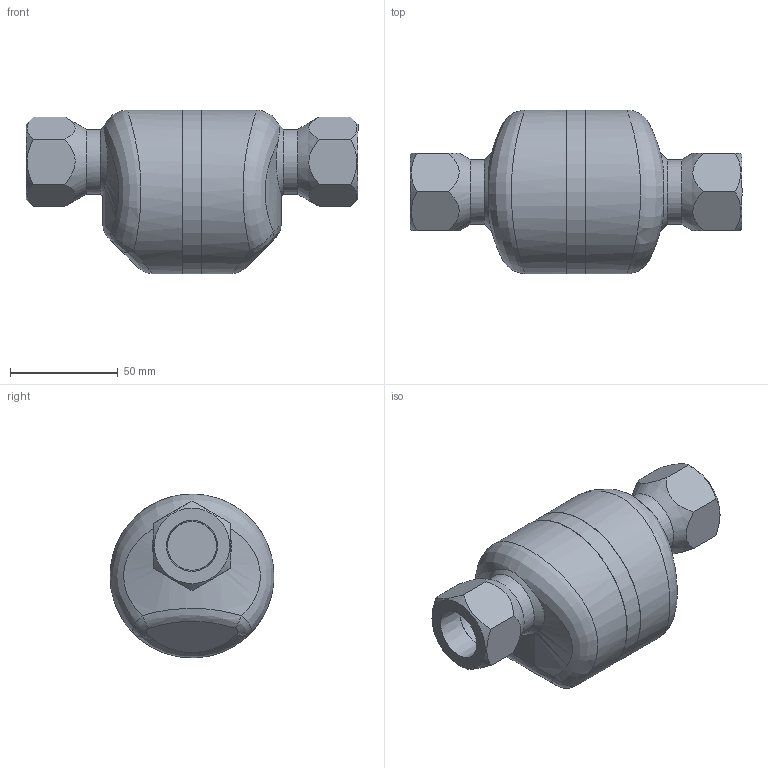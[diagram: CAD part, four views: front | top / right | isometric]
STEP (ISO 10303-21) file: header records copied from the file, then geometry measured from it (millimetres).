
FILE_DESCRIPTION((''),'2;1');
FILE_NAME('ss3n0-020-screw-00.stp','2009-12-22T13:19:33',('nakaot'),(''),'Autodesk Inventor 2008','Autodesk Inventor 2008','');
FILE_SCHEMA(('AUTOMOTIVE_DESIGN { 1 0 10303 214 1 1 1 1 }'));
Length unit declared in the file: millimetre
Products named in the file (1): ss3n0-020-screw-00
Bounding box: 154 x 76 x 76 mm (x, y, z)
Volume: 388474.4 mm3; surface area: 43077.1 mm2
Topology: 1 solids, 1 shells, 54 faces, 118 edges, 74 vertices
Faces by surface type: bspline 30, plane 13, cylinder 7, cone 4
Full cylindrical faces by diameter (mm): 22.631 x1, 30 x1, 60 x2, 76 x2
Entity records: 4002 total; most frequent: CARTESIAN_POINT 3074, ORIENTED_EDGE 190, DIRECTION 140, EDGE_CURVE 95, EDGE_LOOP 79, VERTEX_POINT 68, AXIS2_PLACEMENT_3D 64, FACE_OUTER_BOUND 54
